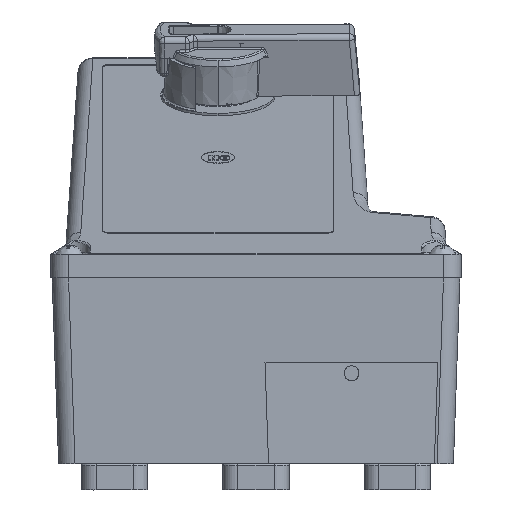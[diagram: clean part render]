
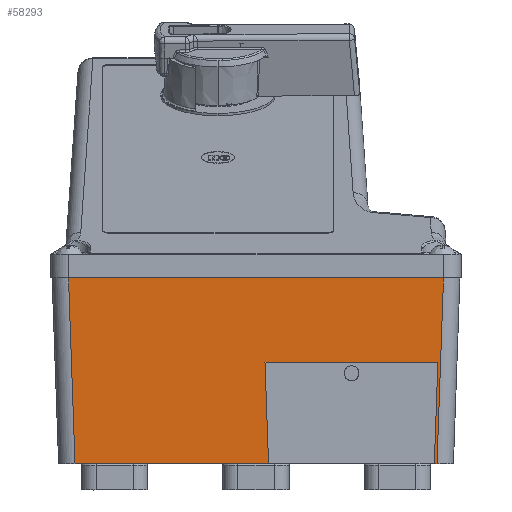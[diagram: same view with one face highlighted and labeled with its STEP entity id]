
A CAD part, left-side view. The second image highlights one B-rep face of the part: STEP entity #58293.
In plain terms, the highlighted planar face has unit normal (-0.999, 0, -0.035).
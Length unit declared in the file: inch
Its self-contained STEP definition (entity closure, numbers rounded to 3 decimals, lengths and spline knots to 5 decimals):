
#3063 = VECTOR ( 'NONE', #25706, 39.37008 ) ;
#4885 = DIRECTION ( 'NONE',  ( -0.035, -0.035, 0.999 ) ) ;
#5975 = EDGE_CURVE ( 'NONE', #14423, #49952, #13021, .T. ) ;
#6649 = ORIENTED_EDGE ( 'NONE', *, *, #12630, .F. ) ;
#6727 = CARTESIAN_POINT ( 'NONE',  ( -5.16993, 3.45244, -0.36859 ) ) ;
#7717 = DIRECTION ( 'NONE',  ( 0., 1., 0. ) ) ;
#7988 = CARTESIAN_POINT ( 'NONE',  ( -5.06098, -0.18135, -3.48859 ) ) ;
#9782 = VECTOR ( 'NONE', #64324, 39.37008 ) ;
#10527 = VERTEX_POINT ( 'NONE', #79243 ) ;
#12630 = EDGE_CURVE ( 'NONE', #58280, #80636, #72866, .T. ) ;
#13021 = LINE ( 'NONE', #19017, #57209 ) ;
#13635 = DIRECTION ( 'NONE',  ( 0., 1., 0. ) ) ;
#14052 = ORIENTED_EDGE ( 'NONE', *, *, #38245, .T. ) ;
#14423 = VERTEX_POINT ( 'NONE', #49731 ) ;
#17803 = CARTESIAN_POINT ( 'NONE',  ( -5.06098, 0.55894, -3.48859 ) ) ;
#19017 = CARTESIAN_POINT ( 'NONE',  ( -5.05588, -2.95999, -3.63445 ) ) ;
#20022 = PLANE ( 'NONE',  #34936 ) ;
#20762 = ORIENTED_EDGE ( 'NONE', *, *, #84156, .F. ) ;
#21587 = VECTOR ( 'NONE', #13635, 39.37008 ) ;
#22035 = VECTOR ( 'NONE', #7717, 39.37008 ) ;
#24626 = EDGE_CURVE ( 'NONE', #80636, #28267, #45436, .T. ) ;
#25706 = DIRECTION ( 'NONE',  ( 0., 1., 0. ) ) ;
#26038 = DIRECTION ( 'NONE',  ( -0.999, 0., -0.035 ) ) ;
#27386 = CARTESIAN_POINT ( 'NONE',  ( -5.06098, 3.45244, -3.48859 ) ) ;
#27710 = CARTESIAN_POINT ( 'NONE',  ( -5.17027, 3.17735, -0.35899 ) ) ;
#27855 = VERTEX_POINT ( 'NONE', #58862 ) ;
#28267 = VERTEX_POINT ( 'NONE', #17803 ) ;
#34878 = VECTOR ( 'NONE', #66820, 39.37008 ) ;
#34936 = AXIS2_PLACEMENT_3D ( 'NONE', #6727, #26038, #72413 ) ;
#35692 = CARTESIAN_POINT ( 'NONE',  ( -5.16993, -3.11914, -0.36859 ) ) ;
#38245 = EDGE_CURVE ( 'NONE', #65875, #85023, #45846, .T. ) ;
#38533 = EDGE_CURVE ( 'NONE', #85023, #27855, #54752, .T. ) ;
#39218 = ORIENTED_EDGE ( 'NONE', *, *, #79833, .F. ) ;
#39319 = CARTESIAN_POINT ( 'NONE',  ( -5.12037, -0.12196, -1.78769 ) ) ;
#45328 = LINE ( 'NONE', #53501, #34878 ) ;
#45436 = LINE ( 'NONE', #58369, #80655 ) ;
#45760 = FACE_OUTER_BOUND ( 'NONE', #62360, .T. ) ;
#45846 = LINE ( 'NONE', #77697, #3063 ) ;
#47182 = LINE ( 'NONE', #66549, #22035 ) ;
#49731 = CARTESIAN_POINT ( 'NONE',  ( -5.06098, -2.96508, -3.48859 ) ) ;
#49952 = VERTEX_POINT ( 'NONE', #76217 ) ;
#50415 = ORIENTED_EDGE ( 'NONE', *, *, #69046, .F. ) ;
#52143 = ORIENTED_EDGE ( 'NONE', *, *, #58241, .T. ) ;
#53501 = CARTESIAN_POINT ( 'NONE',  ( -5.16194, -3.11114, -0.59751 ) ) ;
#53576 = LINE ( 'NONE', #27386, #72162 ) ;
#54639 = ORIENTED_EDGE ( 'NONE', *, *, #5975, .F. ) ;
#54752 = LINE ( 'NONE', #27710, #59328 ) ;
#57209 = VECTOR ( 'NONE', #4885, 39.37008 ) ;
#58241 = EDGE_CURVE ( 'NONE', #10527, #65875, #45328, .T. ) ;
#58280 = VERTEX_POINT ( 'NONE', #39319 ) ;
#58293 = ADVANCED_FACE ( 'NONE', ( #45760 ), #20022, .T. ) ;
#58369 = CARTESIAN_POINT ( 'NONE',  ( -5.06098, 3.45244, -3.48859 ) ) ;
#58862 = CARTESIAN_POINT ( 'NONE',  ( -5.06098, 3.06807, -3.48859 ) ) ;
#59149 = CARTESIAN_POINT ( 'NONE',  ( -5.12037, -3.02559, -1.78769 ) ) ;
#59328 = VECTOR ( 'NONE', #73664, 39.37008 ) ;
#61307 = DIRECTION ( 'NONE',  ( 0., 1., 0. ) ) ;
#62360 = EDGE_LOOP ( 'NONE', ( #54639, #50415, #52143, #14052, #83453, #39218, #77673, #6649, #20762 ) ) ;
#64324 = DIRECTION ( 'NONE',  ( 0.035, -0.035, -0.999 ) ) ;
#65875 = VERTEX_POINT ( 'NONE', #35692 ) ;
#66549 = CARTESIAN_POINT ( 'NONE',  ( -5.06098, 3.45244, -3.48859 ) ) ;
#66820 = DIRECTION ( 'NONE',  ( -0.035, -0.035, 0.999 ) ) ;
#69046 = EDGE_CURVE ( 'NONE', #10527, #14423, #47182, .T. ) ;
#71593 = CARTESIAN_POINT ( 'NONE',  ( -5.15606, -0.08627, -0.76584 ) ) ;
#72162 = VECTOR ( 'NONE', #61307, 39.37008 ) ;
#72413 = DIRECTION ( 'NONE',  ( -0.035, 0., 0.999 ) ) ;
#72866 = LINE ( 'NONE', #71593, #9782 ) ;
#73423 = CARTESIAN_POINT ( 'NONE',  ( -5.16993, 3.17702, -0.36859 ) ) ;
#73664 = DIRECTION ( 'NONE',  ( 0.035, -0.035, -0.999 ) ) ;
#76217 = CARTESIAN_POINT ( 'NONE',  ( -5.12037, -3.02449, -1.78769 ) ) ;
#77673 = ORIENTED_EDGE ( 'NONE', *, *, #24626, .F. ) ;
#77697 = CARTESIAN_POINT ( 'NONE',  ( -5.16993, 3.45244, -0.36859 ) ) ;
#79243 = CARTESIAN_POINT ( 'NONE',  ( -5.06098, -3.01018, -3.48859 ) ) ;
#79833 = EDGE_CURVE ( 'NONE', #28267, #27855, #53576, .T. ) ;
#80177 = LINE ( 'NONE', #59149, #21587 ) ;
#80636 = VERTEX_POINT ( 'NONE', #7988 ) ;
#80655 = VECTOR ( 'NONE', #84547, 39.37008 ) ;
#83453 = ORIENTED_EDGE ( 'NONE', *, *, #38533, .T. ) ;
#84156 = EDGE_CURVE ( 'NONE', #49952, #58280, #80177, .T. ) ;
#84547 = DIRECTION ( 'NONE',  ( 0., 1., 0. ) ) ;
#85023 = VERTEX_POINT ( 'NONE', #73423 ) ;
